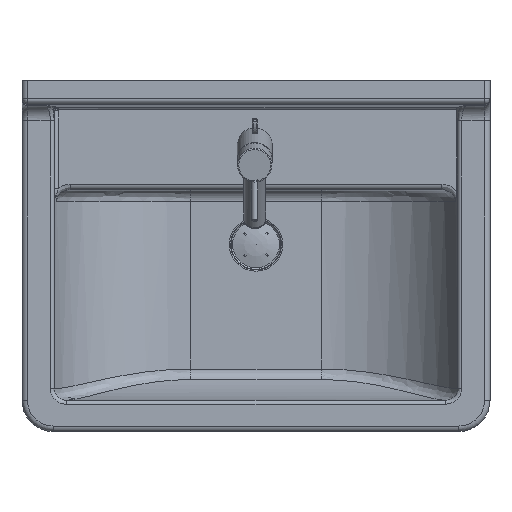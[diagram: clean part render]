
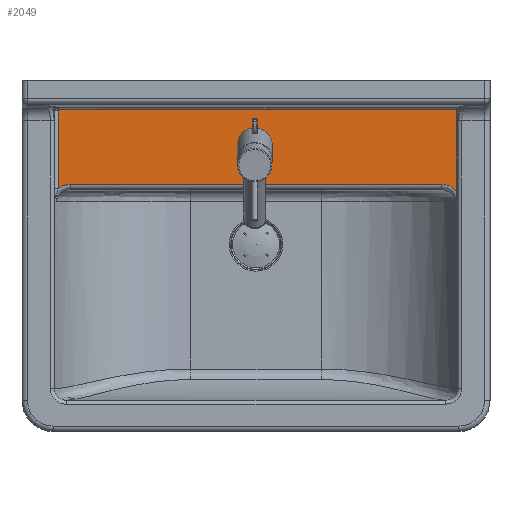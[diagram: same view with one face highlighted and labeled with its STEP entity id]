
A CAD part, top view. The second image highlights one B-rep face of the part: STEP entity #2049.
In plain terms, the highlighted planar face has unit normal (0, 0, 1).
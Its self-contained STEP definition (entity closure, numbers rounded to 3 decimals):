
#1921=CARTESIAN_POINT('',(277.699,-59.536,162.0));
#1922=VERTEX_POINT('',#1921);
#1923=CARTESIAN_POINT('',(257.199,-59.536,162.0));
#1924=DIRECTION('',(0.0,0.0,1.0));
#1925=DIRECTION('',(-1.0,0.0,0.0));
#1926=AXIS2_PLACEMENT_3D('',#1923,#1924,#1925);
#1927=CIRCLE('',#1926,20.5);
#1928=EDGE_CURVE('',#1922,#1922,#1927,.T.);
#1964=CARTESIAN_POINT('',(257.199,-62.565,162.0));
#1965=DIRECTION('',(0.0,0.0,1.0));
#1966=DIRECTION('',(1.0,0.0,0.0));
#1967=AXIS2_PLACEMENT_3D('',#1964,#1965,#1966);
#1968=PLANE('',#1967);
#1969=CARTESIAN_POINT('',(3.483,-12.81,162.));
#1970=VERTEX_POINT('',#1969);
#1971=CARTESIAN_POINT('',(4.109,-12.72,162.0));
#1972=VERTEX_POINT('',#1971);
#1973=CARTESIAN_POINT('',(3.483,-12.81,162.0));
#1974=CARTESIAN_POINT('',(3.685,-12.75,162.0));
#1975=CARTESIAN_POINT('',(3.898,-12.72,162.0));
#1976=CARTESIAN_POINT('',(4.109,-12.72,162.0));
#1977=B_SPLINE_CURVE_WITH_KNOTS('',3,(#1973,#1974,#1975,#1976),.UNSPECIFIED.,.F.,.U.,(4,4),(-0.063,0.),.UNSPECIFIED.);
#1978=EDGE_CURVE('',#1970,#1972,#1977,.T.);
#1979=ORIENTED_EDGE('',*,*,#1978,.F.);
#1980=CARTESIAN_POINT('',(3.483,-113.366,162.0));
#1981=VERTEX_POINT('',#1980);
#1982=CARTESIAN_POINT('',(3.483,-113.366,162.0));
#1983=DIRECTION('',(0.,1.0,0.));
#1984=VECTOR('',#1983,100.556);
#1985=LINE('',#1982,#1984);
#1986=EDGE_CURVE('',#1981,#1970,#1985,.T.);
#1987=ORIENTED_EDGE('',*,*,#1986,.F.);
#1988=CARTESIAN_POINT('',(19.144,-108.065,162.0));
#1989=VERTEX_POINT('',#1988);
#1990=CARTESIAN_POINT('',(19.144,-108.065,162.0));
#1991=CARTESIAN_POINT('',(18.289,-108.065,162.0));
#1992=CARTESIAN_POINT('',(16.57,-108.148,162.));
#1993=CARTESIAN_POINT('',(14.002,-108.524,162.));
#1994=CARTESIAN_POINT('',(11.906,-109.049,162.));
#1995=CARTESIAN_POINT('',(10.272,-109.594,162.));
#1996=CARTESIAN_POINT('',(7.883,-110.527,162.));
#1997=CARTESIAN_POINT('',(5.582,-111.787,162.));
#1998=CARTESIAN_POINT('',(3.835,-113.088,162.));
#1999=CARTESIAN_POINT('',(3.483,-113.367,162.));
#2000=B_SPLINE_CURVE_WITH_KNOTS('',3,(#1990,#1991,#1992,#1993,#1994,#1995,#1996,#1997,#1998,#1999),.UNSPECIFIED.,.F.,.U.,(4,1,1,1,1,1,1,4),(0.,0.257,0.513,0.77,0.898,1.026,1.539,1.673),.UNSPECIFIED.);
#2001=EDGE_CURVE('',#1989,#1981,#2000,.T.);
#2002=ORIENTED_EDGE('',*,*,#2001,.F.);
#2003=CARTESIAN_POINT('',(495.254,-108.065,162.0));
#2004=VERTEX_POINT('',#2003);
#2005=CARTESIAN_POINT('',(495.254,-108.065,162.0));
#2006=DIRECTION('',(-1.0,0.0,0.0));
#2007=VECTOR('',#2006,476.11);
#2008=LINE('',#2005,#2007);
#2009=EDGE_CURVE('',#2004,#1989,#2008,.T.);
#2010=ORIENTED_EDGE('',*,*,#2009,.F.);
#2011=CARTESIAN_POINT('',(514.423,-116.812,162.0));
#2012=VERTEX_POINT('',#2011);
#2013=CARTESIAN_POINT('',(514.423,-116.812,162.));
#2014=CARTESIAN_POINT('',(514.186,-116.522,162.));
#2015=CARTESIAN_POINT('',(513.381,-115.587,162.));
#2016=CARTESIAN_POINT('',(511.898,-114.124,162.));
#2017=CARTESIAN_POINT('',(509.859,-112.521,162.));
#2018=CARTESIAN_POINT('',(507.654,-111.15,162.));
#2019=CARTESIAN_POINT('',(505.717,-110.216,162.));
#2020=CARTESIAN_POINT('',(504.124,-109.593,162.));
#2021=CARTESIAN_POINT('',(502.899,-109.185,162.));
#2022=CARTESIAN_POINT('',(501.652,-108.839,162.));
#2023=CARTESIAN_POINT('',(499.967,-108.461,162.));
#2024=CARTESIAN_POINT('',(497.828,-108.148,162.));
#2025=CARTESIAN_POINT('',(496.109,-108.065,162.0));
#2026=CARTESIAN_POINT('',(495.254,-108.065,162.0));
#2027=B_SPLINE_CURVE_WITH_KNOTS('',3,(#2013,#2014,#2015,#2016,#2017,#2018,#2019,#2020,#2021,#2022,#2023,#2024,#2025,#2026),.UNSPECIFIED.,.F.,.U.,(4,1,1,1,1,1,1,1,1,1,1,4),(2.139,2.25,2.507,2.763,3.02,3.276,3.404,3.533,3.661,3.789,4.046,4.302),.UNSPECIFIED.);
#2028=EDGE_CURVE('',#2012,#2004,#2027,.T.);
#2029=ORIENTED_EDGE('',*,*,#2028,.F.);
#2030=CARTESIAN_POINT('',(514.423,-12.72,162.0));
#2031=VERTEX_POINT('',#2030);
#2032=CARTESIAN_POINT('',(514.423,-12.72,162.0));
#2033=DIRECTION('',(0.0,-1.0,0.0));
#2034=VECTOR('',#2033,104.092);
#2035=LINE('',#2032,#2034);
#2036=EDGE_CURVE('',#2031,#2012,#2035,.T.);
#2037=ORIENTED_EDGE('',*,*,#2036,.F.);
#2038=CARTESIAN_POINT('',(4.109,-12.72,162.0));
#2039=DIRECTION('',(1.0,0.0,0.0));
#2040=VECTOR('',#2039,510.313);
#2041=LINE('',#2038,#2040);
#2042=EDGE_CURVE('',#1972,#2031,#2041,.T.);
#2043=ORIENTED_EDGE('',*,*,#2042,.F.);
#2044=EDGE_LOOP('',(#1979,#1987,#2002,#2010,#2029,#2037,#2043));
#2045=FACE_OUTER_BOUND('',#2044,.T.);
#2046=ORIENTED_EDGE('',*,*,#1928,.F.);
#2047=EDGE_LOOP('',(#2046));
#2048=FACE_BOUND('',#2047,.T.);
#2049=ADVANCED_FACE('',(#2045,#2048),#1968,.T.);
